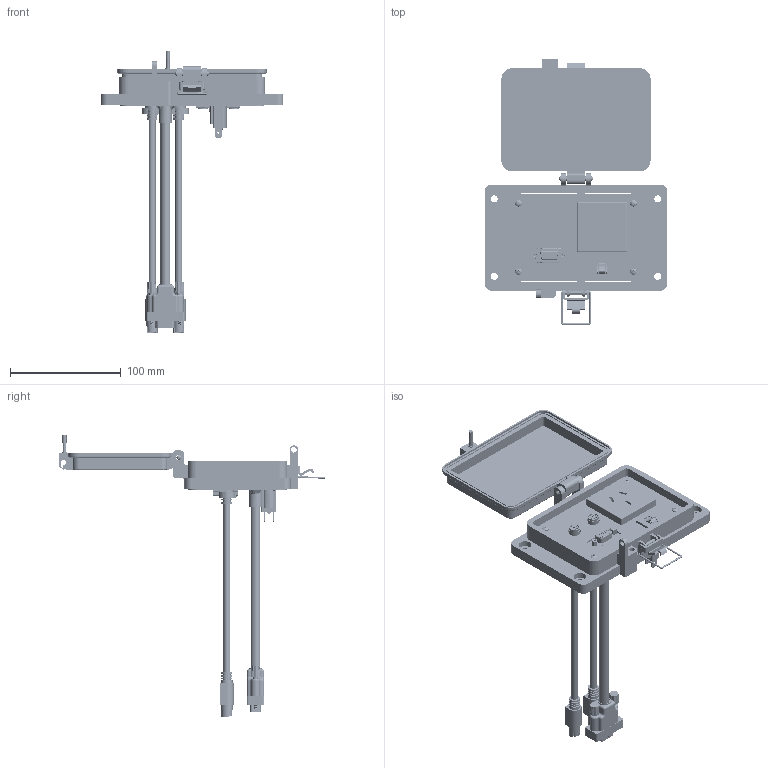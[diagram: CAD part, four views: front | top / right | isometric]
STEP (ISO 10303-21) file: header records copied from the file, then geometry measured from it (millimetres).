
FILE_DESCRIPTION (( 'STEP AP203' ), '1' );
FILE_NAME ('P-P3P5P6-M3RA3_3D.STEP', '2023-05-01T16:52:34', ( '' ), ( '' ), 'SwSTEP 2.0', 'SolidWorks 2021', '' );
FILE_SCHEMA (( 'CONFIG_CONTROL_DESIGN' ));
Length unit declared in the file: millimetre
Products named in the file (23): P5; Z-200-OTLT-RA_SCREW; Z-H-M3_B; Z-000-440316 NUT_95130A110; Z-000-44011_8FH_91771A116; 92005A124_METRIC PAN HEAD PHILLIPS MACHINE SCREW_92005A124; -M3; P6; Z-002-4401_4HN_90675A005; P3; Z-CB-SM; Z-200-OTLT-RA; CBX; Z-000-440316 JACK SCREW_92710A212; Z-020-2028; Z-200-OTLT-RA_FACE; P-P3P5P6-M3RA3_BP180_1; Z-200-OTLT-RA_BASE; P-P3P5P6-M3RA3_FP060_1; Z-001-SPR_5_8; P-P3P5P6-M3RA3_TP180_1; P-P3P5P6-M3RA3_3D; Z-020-3040
Assembly tree (30 placements, depth 3):
  P-P3P5P6-M3RA3_3D
    -M3
      Z-H-M3_B
    P-P3P5P6-M3RA3_BP180_1
    P-P3P5P6-M3RA3_FP060_1
    P-P3P5P6-M3RA3_TP180_1
    P3
      Z-020-3040
    P5
      Z-020-3040
    Z-000-44011_8FH_91771A116
    Z-001-SPR_5_8
    Z-002-4401_4HN_90675A005
    P6
      Z-020-2028
    Z-000-440316 JACK SCREW_92710A212  x2
    Z-000-440316 NUT_95130A110  x2
    Z-200-OTLT-RA
      Z-200-OTLT-RA_FACE
      Z-200-OTLT-RA_BASE
      Z-200-OTLT-RA_SCREW  x3
    CBX
      Z-CB-SM
    92005A124_METRIC PAN HEAD PHILLIPS MACHINE SCREW_92005A124  x4
Bounding box: 164.96 x 240.59 x 254.97 mm (x, y, z)
Volume: 319706.4 mm3; surface area: 187905.1 mm2
Topology: 68 solids, 68 shells, 5075 faces, 13737 edges, 8914 vertices
Faces by surface type: cylinder 2160, plane 1855, bspline 780, cone 215, torus 33, sphere 32
Entity records: 183796 total; most frequent: CARTESIAN_POINT 89652, ORIENTED_EDGE 20996, DIRECTION 16717, EDGE_CURVE 10498, VERTEX_POINT 6829, AXIS2_PLACEMENT_3D 5662, LINE 5393, VECTOR 5393
